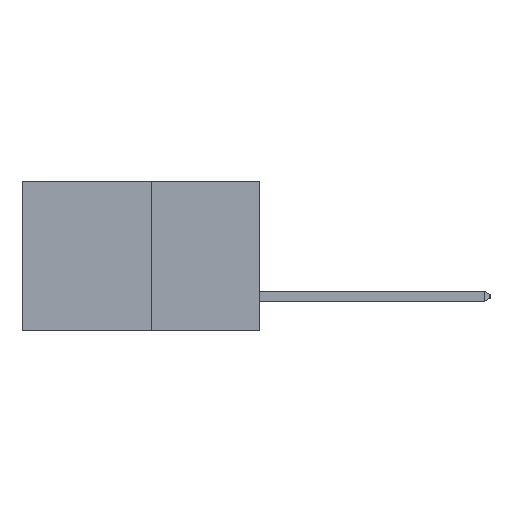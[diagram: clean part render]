
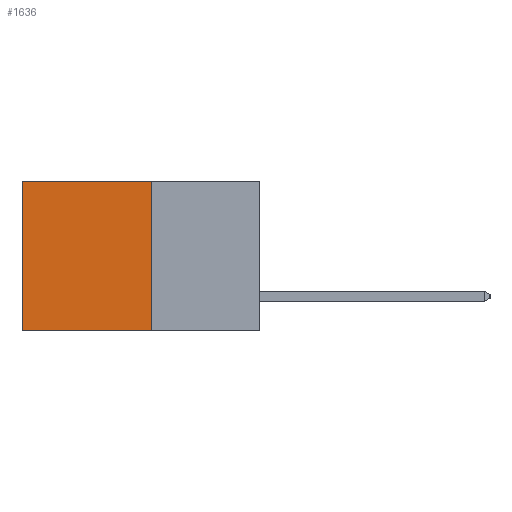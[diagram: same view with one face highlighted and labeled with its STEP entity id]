
A CAD part, left-side view. The second image highlights one B-rep face of the part: STEP entity #1636.
In plain terms, the highlighted planar face has unit normal (-1, 0, 0).
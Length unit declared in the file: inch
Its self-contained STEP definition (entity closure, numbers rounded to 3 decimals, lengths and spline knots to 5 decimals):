
#627 = CARTESIAN_POINT ( 'NONE',  ( 0.277, 0.59, -0.37 ) ) ;
#1590 = CARTESIAN_POINT ( 'NONE',  ( 0.277, 0.27, -0.37 ) ) ;
#1636 = ADVANCED_FACE ( 'NONE', ( #12521 ), #11416, .F. ) ;
#1824 = VERTEX_POINT ( 'NONE', #11940 ) ;
#2553 = EDGE_CURVE ( 'NONE', #10943, #9529, #7256, .T. ) ;
#2744 = CARTESIAN_POINT ( 'NONE',  ( 0.277, 0.27, -0.37 ) ) ;
#3272 = EDGE_CURVE ( 'NONE', #9529, #1824, #4439, .T. ) ;
#4013 = CARTESIAN_POINT ( 'NONE',  ( 0.277, 0.27, -0.37 ) ) ;
#4439 = LINE ( 'NONE', #2744, #10936 ) ;
#4758 = EDGE_CURVE ( 'NONE', #10943, #7856, #5578, .T. ) ;
#4994 = DIRECTION ( 'NONE',  ( 1., 0., 0. ) ) ;
#5578 = LINE ( 'NONE', #10275, #12164 ) ;
#5791 = DIRECTION ( 'NONE',  ( 0., 0., -1. ) ) ;
#6637 = ORIENTED_EDGE ( 'NONE', *, *, #4758, .T. ) ;
#6958 = VECTOR ( 'NONE', #5791, 39.37008 ) ;
#7256 = LINE ( 'NONE', #4013, #13047 ) ;
#7856 = VERTEX_POINT ( 'NONE', #15840 ) ;
#9140 = CARTESIAN_POINT ( 'NONE',  ( 0.277, 0.27, 0. ) ) ;
#9248 = ORIENTED_EDGE ( 'NONE', *, *, #11767, .T. ) ;
#9529 = VERTEX_POINT ( 'NONE', #1590 ) ;
#9663 = ORIENTED_EDGE ( 'NONE', *, *, #3272, .F. ) ;
#9741 = DIRECTION ( 'NONE',  ( 0., 1., 0. ) ) ;
#10193 = DIRECTION ( 'NONE',  ( 0., 1., 0. ) ) ;
#10275 = CARTESIAN_POINT ( 'NONE',  ( 0.277, 0.27, 0. ) ) ;
#10451 = LINE ( 'NONE', #627, #6958 ) ;
#10936 = VECTOR ( 'NONE', #9741, 39.37008 ) ;
#10943 = VERTEX_POINT ( 'NONE', #9140 ) ;
#11416 = PLANE ( 'NONE',  #14022 ) ;
#11767 = EDGE_CURVE ( 'NONE', #7856, #1824, #10451, .T. ) ;
#11940 = CARTESIAN_POINT ( 'NONE',  ( 0.277, 0.59, -0.37 ) ) ;
#12164 = VECTOR ( 'NONE', #10193, 39.37008 ) ;
#12478 = DIRECTION ( 'NONE',  ( 0., 0., -1. ) ) ;
#12521 = FACE_OUTER_BOUND ( 'NONE', #12987, .T. ) ;
#12987 = EDGE_LOOP ( 'NONE', ( #9248, #9663, #16661, #6637 ) ) ;
#13047 = VECTOR ( 'NONE', #12478, 39.37008 ) ;
#14022 = AXIS2_PLACEMENT_3D ( 'NONE', #15169, #4994, #15755 ) ;
#15169 = CARTESIAN_POINT ( 'NONE',  ( 0.277, 0.27, -0.37 ) ) ;
#15755 = DIRECTION ( 'NONE',  ( 0., 0., -1. ) ) ;
#15840 = CARTESIAN_POINT ( 'NONE',  ( 0.277, 0.59, 0. ) ) ;
#16661 = ORIENTED_EDGE ( 'NONE', *, *, #2553, .F. ) ;
